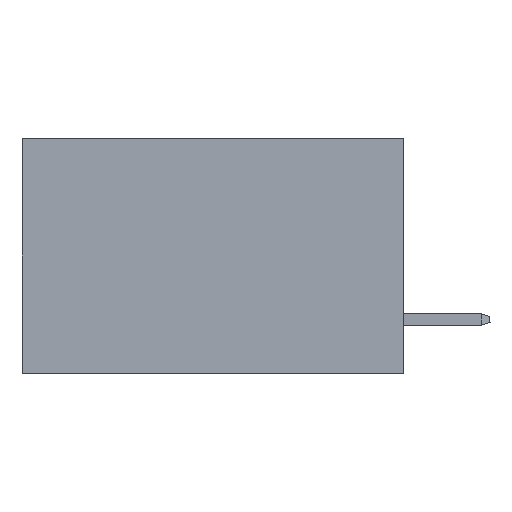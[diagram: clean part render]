
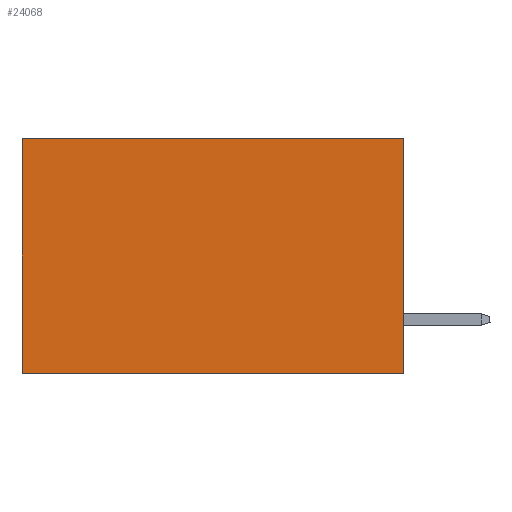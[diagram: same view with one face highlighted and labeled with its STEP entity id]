
A CAD part, left-side view. The second image highlights one B-rep face of the part: STEP entity #24068.
In plain terms, the highlighted planar face has unit normal (-1, 0, 0).
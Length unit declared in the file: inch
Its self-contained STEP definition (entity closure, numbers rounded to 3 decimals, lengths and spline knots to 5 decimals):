
#56 = VERTEX_POINT ( 'NONE', #1318 ) ;
#320 = DIRECTION ( 'NONE',  ( 0., 1., 0. ) ) ;
#367 = CARTESIAN_POINT ( 'NONE',  ( 0.2875, 0.6, 0. ) ) ;
#1318 = CARTESIAN_POINT ( 'NONE',  ( 0.2875, 0., -0.37 ) ) ;
#1775 = CARTESIAN_POINT ( 'NONE',  ( 0.2875, 0., -0.37 ) ) ;
#2711 = ORIENTED_EDGE ( 'NONE', *, *, #5691, .F. ) ;
#2786 = DIRECTION ( 'NONE',  ( 0., 0., -1. ) ) ;
#4449 = EDGE_LOOP ( 'NONE', ( #30989, #2711, #36407, #15758 ) ) ;
#5691 = EDGE_CURVE ( 'NONE', #56, #30046, #19062, .T. ) ;
#8884 = PLANE ( 'NONE',  #37493 ) ;
#9948 = VERTEX_POINT ( 'NONE', #367 ) ;
#10397 = CARTESIAN_POINT ( 'NONE',  ( 0.2875, 0.6, 0. ) ) ;
#11284 = VECTOR ( 'NONE', #33188, 39.37008 ) ;
#11524 = VECTOR ( 'NONE', #30293, 39.37008 ) ;
#11924 = CARTESIAN_POINT ( 'NONE',  ( 0.2875, 0., 0. ) ) ;
#13067 = CARTESIAN_POINT ( 'NONE',  ( 0.2875, 0., 0. ) ) ;
#13246 = EDGE_CURVE ( 'NONE', #17535, #9948, #26351, .T. ) ;
#13259 = LINE ( 'NONE', #10397, #24433 ) ;
#14278 = VECTOR ( 'NONE', #320, 39.37008 ) ;
#15758 = ORIENTED_EDGE ( 'NONE', *, *, #13246, .T. ) ;
#15882 = CARTESIAN_POINT ( 'NONE',  ( 0.2875, 0., 0. ) ) ;
#17535 = VERTEX_POINT ( 'NONE', #13067 ) ;
#17550 = EDGE_CURVE ( 'NONE', #9948, #30046, #13259, .T. ) ;
#19062 = LINE ( 'NONE', #1775, #11524 ) ;
#20221 = CARTESIAN_POINT ( 'NONE',  ( 0.2875, 0.6, -0.37 ) ) ;
#20457 = DIRECTION ( 'NONE',  ( 0., 0., -1. ) ) ;
#23496 = DIRECTION ( 'NONE',  ( 1., 0., 0. ) ) ;
#24068 = ADVANCED_FACE ( 'NONE', ( #34924 ), #8884, .F. ) ;
#24288 = EDGE_CURVE ( 'NONE', #17535, #56, #24997, .T. ) ;
#24433 = VECTOR ( 'NONE', #2786, 39.37008 ) ;
#24997 = LINE ( 'NONE', #15882, #11284 ) ;
#26351 = LINE ( 'NONE', #34171, #14278 ) ;
#30046 = VERTEX_POINT ( 'NONE', #20221 ) ;
#30293 = DIRECTION ( 'NONE',  ( 0., 1., 0. ) ) ;
#30989 = ORIENTED_EDGE ( 'NONE', *, *, #17550, .T. ) ;
#33188 = DIRECTION ( 'NONE',  ( 0., 0., -1. ) ) ;
#34171 = CARTESIAN_POINT ( 'NONE',  ( 0.2875, 0., 0. ) ) ;
#34924 = FACE_OUTER_BOUND ( 'NONE', #4449, .T. ) ;
#36407 = ORIENTED_EDGE ( 'NONE', *, *, #24288, .F. ) ;
#37493 = AXIS2_PLACEMENT_3D ( 'NONE', #11924, #23496, #20457 ) ;
